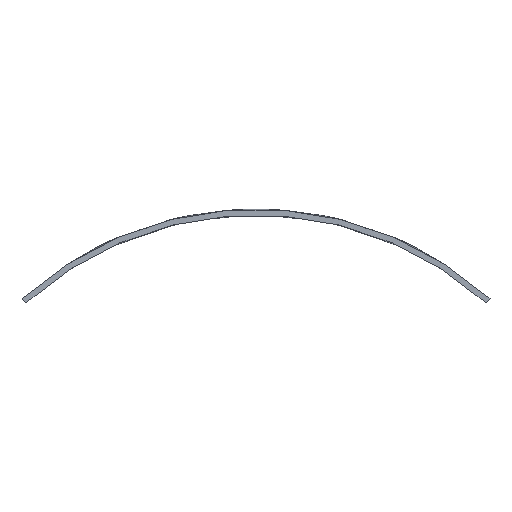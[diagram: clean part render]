
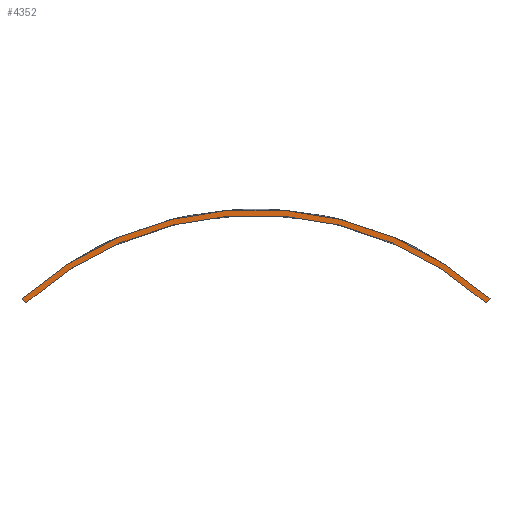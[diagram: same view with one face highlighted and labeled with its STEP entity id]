
A CAD part, left-side view. The second image highlights one B-rep face of the part: STEP entity #4352.
In plain terms, the highlighted planar face has unit normal (-1, 0, 0).
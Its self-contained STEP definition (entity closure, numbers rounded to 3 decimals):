
#135=CARTESIAN_POINT('Vertex',(-200.,-196.667,-3.727)) ;
#138=CARTESIAN_POINT('Axis2P3D Location',(-200.,0.,-223.607)) ;
#142=CARTESIAN_POINT('Vertex',(-200.,196.667,-3.727)) ;
#1764=CARTESIAN_POINT('Line Origine',(-200.,198.333,-1.863)) ;
#1768=CARTESIAN_POINT('Vertex',(-200.,200.,0.)) ;
#4321=CARTESIAN_POINT('Vertex',(-200.,-200.,0.)) ;
#4324=CARTESIAN_POINT('Line Origine',(-200.,-198.333,-1.863)) ;
#4336=CARTESIAN_POINT('Axis2P3D Location',(-200.,0.,0.)) ;
#4341=CARTESIAN_POINT('Axis2P3D Location',(-200.,0.,-223.607)) ;
#139=DIRECTION('Axis2P3D Direction',(1.,0.,0.)) ;
#1765=DIRECTION('Vector Direction',(0.,0.667,0.745)) ;
#4325=DIRECTION('Vector Direction',(0.,0.667,-0.745)) ;
#4337=DIRECTION('Axis2P3D Direction',(1.,0.,0.)) ;
#4338=DIRECTION('Axis2P3D XDirection',(0.,1.,0.)) ;
#4342=DIRECTION('Axis2P3D Direction',(1.,0.,0.)) ;
#140=AXIS2_PLACEMENT_3D('Circle Axis2P3D',#138,#139,$) ;
#4339=AXIS2_PLACEMENT_3D('Plane Axis2P3D',#4336,#4337,#4338) ;
#4343=AXIS2_PLACEMENT_3D('Circle Axis2P3D',#4341,#4342,$) ;
#4347=ORIENTED_EDGE('',*,*,#1770,.F.) ;
#4348=ORIENTED_EDGE('',*,*,#144,.T.) ;
#4349=ORIENTED_EDGE('',*,*,#4328,.F.) ;
#4350=ORIENTED_EDGE('',*,*,#4345,.F.) ;
#1766=VECTOR('Line Direction',#1765,1.) ;
#4326=VECTOR('Line Direction',#4325,1.) ;
#4352=ADVANCED_FACE('Corps principal',(#4351),#4340,.F.) ;
#141=CIRCLE('generated circle',#140,295.) ;
#4344=CIRCLE('generated circle',#4343,300.) ;
#144=EDGE_CURVE('',#143,#136,#141,.T.) ;
#1770=EDGE_CURVE('',#143,#1769,#1767,.T.) ;
#4328=EDGE_CURVE('',#4322,#136,#4327,.T.) ;
#4345=EDGE_CURVE('',#1769,#4322,#4344,.T.) ;
#4346=EDGE_LOOP('',(#4347,#4348,#4349,#4350)) ;
#4351=FACE_OUTER_BOUND('',#4346,.T.) ;
#1767=LINE('Line',#1764,#1766) ;
#4327=LINE('Line',#4324,#4326) ;
#4340=PLANE('',#4339) ;
#136=VERTEX_POINT('',#135) ;
#143=VERTEX_POINT('',#142) ;
#1769=VERTEX_POINT('',#1768) ;
#4322=VERTEX_POINT('',#4321) ;
